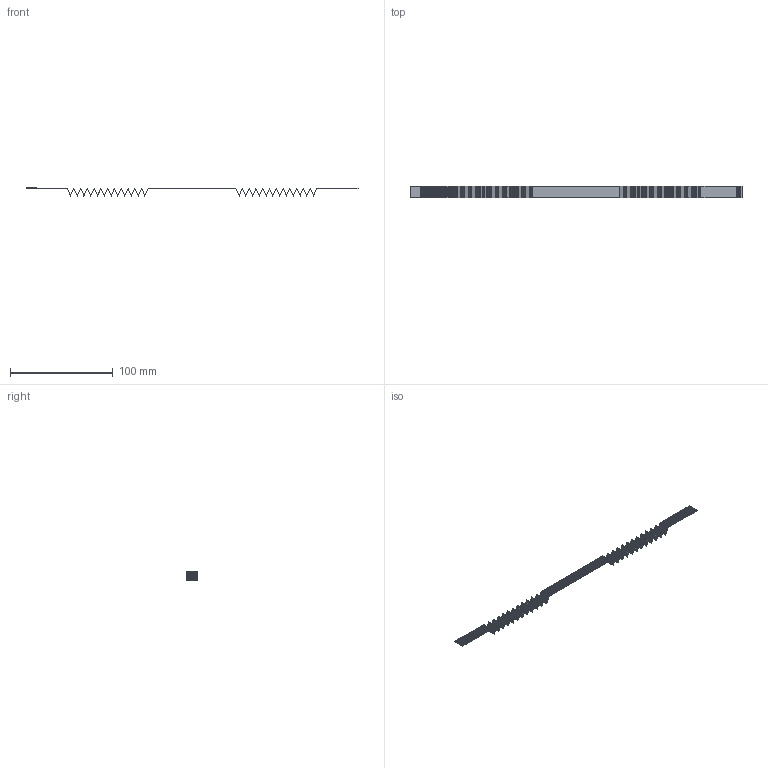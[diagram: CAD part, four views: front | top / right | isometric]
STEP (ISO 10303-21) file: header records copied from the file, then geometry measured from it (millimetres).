
FILE_DESCRIPTION(/* description */ ('Unknown'),/* implementation_level */ '2;1');
FILE_NAME(/* name */ '686710225001',/* time_stamp */ '2021-02-17T10:02:02+01:00',/* author */ ('Unknown'),/* organization */ ('Unknown'),/* preprocessor_version */ 'ST-DEVELOPER v16.7',/* originating_system */ 'DEX',/* authorisation */ $);
FILE_SCHEMA (('AUTOMOTIVE_DESIGN {1 0 10303 214 3 1 1}'));
Products named in the file (2): 6867xx225001; 686710225001
Assembly tree (1 placements, depth 2):
  6867xx225001
    686710225001
Bounding box: 323.56 x 11 x 7.84 mm (x, y, z)
Volume: 678.8 mm3; surface area: 20186.6 mm2
Topology: 1 solids, 241 shells, 2182 faces, 5052 edges, 3352 vertices
Faces by surface type: plane 2182
Entity records: 75460 total; most frequent: CARTESIAN_POINT 10588, ORIENTED_EDGE 10104, DIRECTION 9420, EDGE_CURVE 5052, LINE 5052, VECTOR 5052, VERTEX_POINT 3352, AXIS2_PLACEMENT_3D 2184
